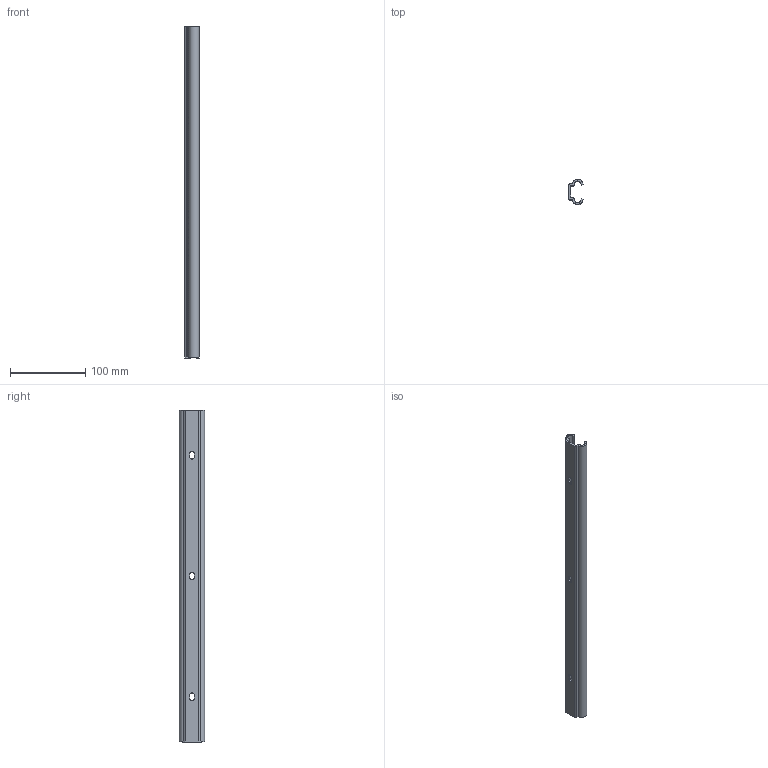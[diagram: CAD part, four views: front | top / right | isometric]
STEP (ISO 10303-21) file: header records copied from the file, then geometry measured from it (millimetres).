
FILE_DESCRIPTION (( 'STEP AP214' ), '1' );
FILE_NAME ('Schiene PSG33 (horizontal Bohrungen).STEP', '2015-01-27T08:26:19', ( '' ), ( '' ), 'SwSTEP 2.0', 'SolidWorks 2014', '' );
FILE_SCHEMA (( 'AUTOMOTIVE_DESIGN' ));
Length unit declared in the file: millimetre
Products named in the file (1): Schiene PSG33 (horizontal Bohrungen)
Bounding box: 19 x 33.49 x 440 mm (x, y, z)
Volume: 70720.5 mm3; surface area: 58143.8 mm2
Topology: 1 solids, 1 shells, 153 faces, 423 edges, 282 vertices
Faces by surface type: plane 96, bspline 36, cylinder 21
Entity records: 7020 total; most frequent: CARTESIAN_POINT 3167, ORIENTED_EDGE 846, DIRECTION 629, EDGE_CURVE 423, LINE 309, VECTOR 309, VERTEX_POINT 282, EDGE_LOOP 169
